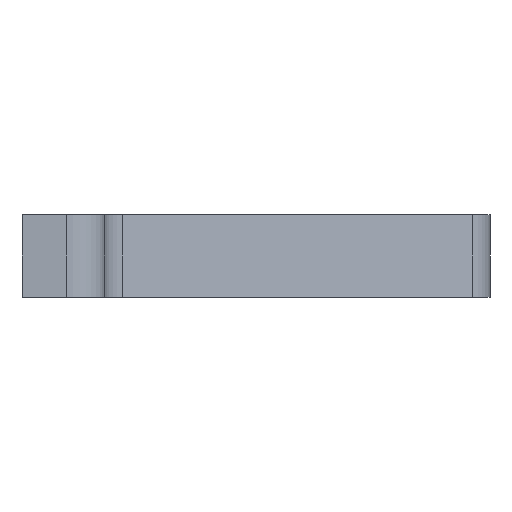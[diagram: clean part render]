
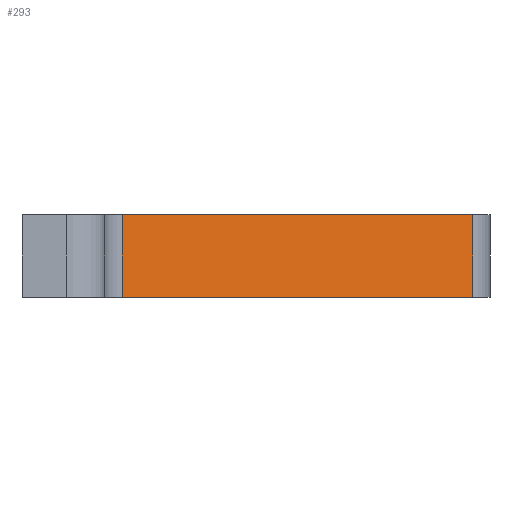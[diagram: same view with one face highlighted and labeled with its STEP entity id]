
A CAD part, front view. The second image highlights one B-rep face of the part: STEP entity #293.
In plain terms, the highlighted planar face has unit normal (0.58, -0.815, 0).
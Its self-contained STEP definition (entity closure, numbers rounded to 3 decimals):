
#5 = CARTESIAN_POINT ( 'NONE',  ( 5.354, 17.942, 0. ) ) ;
#22 = ORIENTED_EDGE ( 'NONE', *, *, #396, .T. ) ;
#96 = DIRECTION ( 'NONE',  ( -0.815, -0.58, 0. ) ) ;
#97 = ORIENTED_EDGE ( 'NONE', *, *, #655, .T. ) ;
#111 = LINE ( 'NONE', #5, #220 ) ;
#123 = DIRECTION ( 'NONE',  ( 0., 0., -1. ) ) ;
#137 = ORIENTED_EDGE ( 'NONE', *, *, #147, .T. ) ;
#147 = EDGE_CURVE ( 'NONE', #174, #239, #375, .T. ) ;
#174 = VERTEX_POINT ( 'NONE', #438 ) ;
#176 = VECTOR ( 'NONE', #686, 1000. ) ;
#191 = ORIENTED_EDGE ( 'NONE', *, *, #216, .F. ) ;
#213 = CARTESIAN_POINT ( 'NONE',  ( 39.244, 42.081, 8. ) ) ;
#216 = EDGE_CURVE ( 'NONE', #333, #239, #517, .T. ) ;
#217 = FACE_OUTER_BOUND ( 'NONE', #503, .T. ) ;
#220 = VECTOR ( 'NONE', #123, 1000. ) ;
#239 = VERTEX_POINT ( 'NONE', #213 ) ;
#291 = CARTESIAN_POINT ( 'NONE',  ( 3.675, 16.746, 0. ) ) ;
#293 = ADVANCED_FACE ( 'NONE', ( #217 ), #585, .F. ) ;
#333 = VERTEX_POINT ( 'NONE', #792 ) ;
#375 = LINE ( 'NONE', #500, #176 ) ;
#394 = DIRECTION ( 'NONE',  ( 0.815, 0.58, 0. ) ) ;
#396 = EDGE_CURVE ( 'NONE', #333, #693, #111, .T. ) ;
#438 = CARTESIAN_POINT ( 'NONE',  ( 39.244, 42.081, 0. ) ) ;
#445 = VECTOR ( 'NONE', #394, 1000. ) ;
#455 = CARTESIAN_POINT ( 'NONE',  ( 3.675, 16.746, 8. ) ) ;
#467 = AXIS2_PLACEMENT_3D ( 'NONE', #455, #642, #96 ) ;
#500 = CARTESIAN_POINT ( 'NONE',  ( 39.244, 42.081, 8. ) ) ;
#503 = EDGE_LOOP ( 'NONE', ( #97, #137, #191, #22 ) ) ;
#515 = LINE ( 'NONE', #291, #445 ) ;
#517 = LINE ( 'NONE', #528, #750 ) ;
#528 = CARTESIAN_POINT ( 'NONE',  ( 3.675, 16.746, 8. ) ) ;
#585 = PLANE ( 'NONE',  #467 ) ;
#631 = CARTESIAN_POINT ( 'NONE',  ( 5.354, 17.942, 0. ) ) ;
#642 = DIRECTION ( 'NONE',  ( -0.58, 0.815, 0. ) ) ;
#655 = EDGE_CURVE ( 'NONE', #693, #174, #515, .T. ) ;
#686 = DIRECTION ( 'NONE',  ( 0., 0., 1. ) ) ;
#693 = VERTEX_POINT ( 'NONE', #631 ) ;
#717 = DIRECTION ( 'NONE',  ( 0.815, 0.58, 0. ) ) ;
#750 = VECTOR ( 'NONE', #717, 1000. ) ;
#792 = CARTESIAN_POINT ( 'NONE',  ( 5.354, 17.942, 8. ) ) ;
